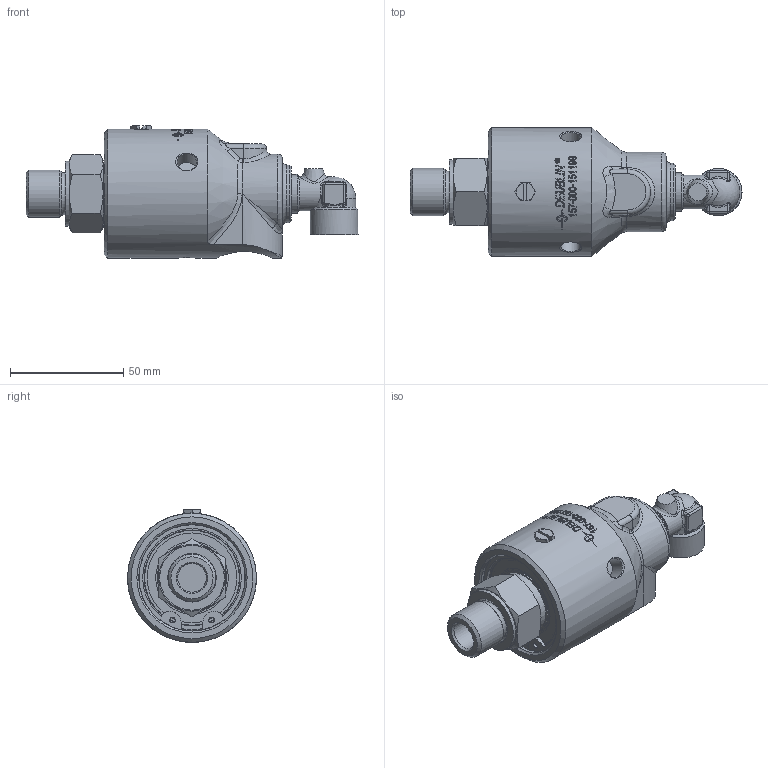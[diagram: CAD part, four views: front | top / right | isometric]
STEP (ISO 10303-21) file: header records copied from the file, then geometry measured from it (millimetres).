
FILE_DESCRIPTION(/* description */ (''),/* implementation_level */ '2;1');
FILE_NAME(/* name */ '157-000-151199-IC.stp',/* time_stamp */ '2020-05-19T16:22:10-05:00',/* author */ ('Moorera'),/* organization */ (''),/* preprocessor_version */ 'ST-DEVELOPER v18.1',/* originating_system */ 'Autodesk Inventor 2020',/* authorisation */ '');
FILE_SCHEMA (('AUTOMOTIVE_DESIGN { 1 0 10303 214 3 1 1 }'));
Length unit declared in the file: millimetre
Products named in the file (1): 157-000-151199-IC
Bounding box: 146.63 x 57 x 58.59 mm (x, y, z)
Volume: 179457.1 mm3; surface area: 31539.2 mm2
Topology: 1 solids, 3 shells, 553 faces, 1444 edges, 932 vertices
Faces by surface type: plane 211, bspline 171, cylinder 111, cone 34, torus 23, sphere 3
Full cylindrical faces by diameter (mm): 2.48 x2, 8.566 x1, 8.6 x3, 12.7 x1, 13.889 x1, 15 x1, 17.475 x1, 20.955 x1, 21 x1, 21.4 x1, 24.4 x1, 25 x1, 25.4 x2, 27.8 x1, 28.6 x1, 32.1 x1, 39.65 x1, 41.9 x1, 42.2 x1, 47 x1, 47.07 x1, 50.75 x1, 57 x1
Entity records: 24348 total; most frequent: CARTESIAN_POINT 11298, ORIENTED_EDGE 2862, DIRECTION 2330, EDGE_CURVE 1431, VERTEX_POINT 932, AXIS2_PLACEMENT_3D 922, EDGE_LOOP 613, FACE_OUTER_BOUND 553
